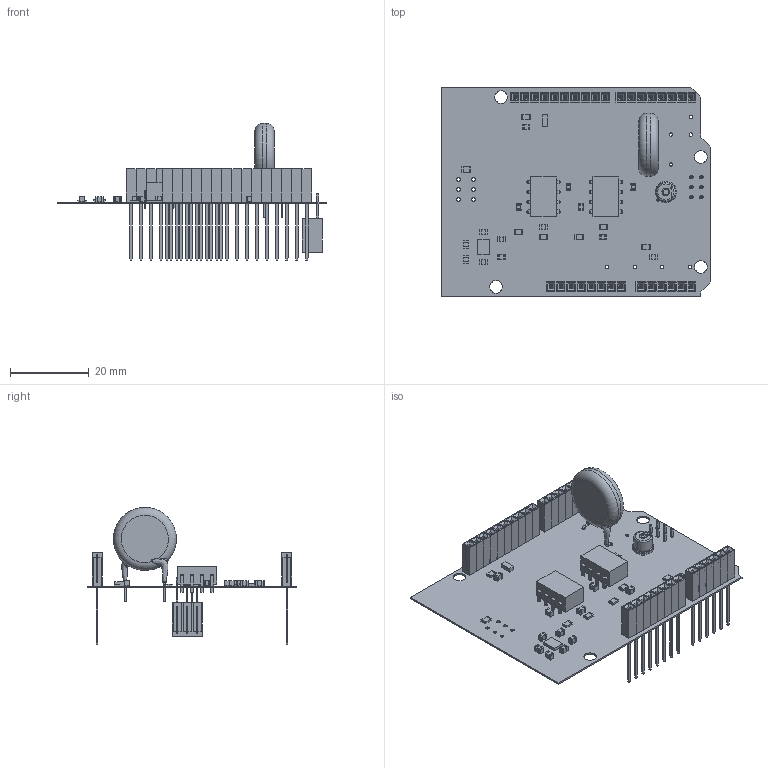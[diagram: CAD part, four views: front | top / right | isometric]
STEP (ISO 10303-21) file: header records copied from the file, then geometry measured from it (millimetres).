
FILE_DESCRIPTION(('Open CASCADE Model'),'2;1');
FILE_NAME('Open CASCADE Shape Model','2022-02-18T12:34:25',('Author'),( 'Open CASCADE'),'Open CASCADE STEP processor 6.8','Open CASCADE 6.8' ,'Unknown');
FILE_SCHEMA(('AUTOMOTIVE_DESIGN { 1 0 10303 214 1 1 1 1 }'));
Length unit declared in the file: millimetre
Products named in the file (77): PCB; Board; Open CASCADE STEP translator 6.8 1.1.1; R4; 5049636544; Extruded; 5049636144; C3; Cap_Kemet_C0805C106K8PACTU_eec; U4; 5049633264; U3; 5049301200; 5049300800; 5049300560; 5049296880; U2; U1; 5049631664; Rs; Rp; Rf; R3; R2; R1; D1; Diode_Hamamatsu_S12023-02_eec; 1; 2; 3; 4; 5; Logo; Cf; Cb; Cap_Vishay_VY1472M63Y5UQ6TV0_eec; body; logo; terminals; C13 ...
Assembly tree (224 placements, depth 4):
  PCB
    Board
      Open CASCADE STEP translator 6.8 1.1.1
    R4
      5049636544
        Extruded
      5049636144  x2
        Extruded
    C3
      Cap_Kemet_C0805C106K8PACTU_eec
      Cap_Kemet_C0805C106K8PACTU_eec
      Cap_Kemet_C0805C106K8PACTU_eec
    U4
      5049633264
        Extruded
    U3
      5049301200  x8
        Extruded
      5049300800  x8
        Extruded
      5049300560  x8
        Extruded
      5049296880
        Extruded
    U2
      5049301200  x8
        Extruded
      5049300800  x8
        Extruded
      5049300560  x8
        Extruded
      5049296880
        Extruded
    U1
      5049631664
        Extruded
    Rs
      5049636544
        Extruded
      5049636144  x2
        Extruded
    Rp
      5049636144  x2
        Extruded
      5049636544
        Extruded
    Rf
      5049636544
        Extruded
      5049636144  x2
        Extruded
    R3
      5049636144  x2
        Extruded
      5049636544
        Extruded
    R2
      5049636544
        Extruded
      5049636144  x2
Bounding box: 68.58 x 53.34 x 34.85 mm (x, y, z)
Volume: 4320.2 mm3; surface area: 17317.1 mm2
Topology: 213 solids, 213 shells, 3255 faces, 7746 edges, 4735 vertices
Faces by surface type: plane 2196, cylinder 770, sphere 228, bspline 44, torus 14, cone 3
Full cylindrical faces by diameter (mm): 0.45 x3, 0.6 x9, 0.762 x32, 0.8 x2, 0.85 x2, 0.9 x34, 1.501 x2, 2 x1, 3.2 x4, 3.753 x2, 4.7 x1, 16 x1
Entity records: 31365 total; most frequent: CARTESIAN_POINT 6189, DIRECTION 4567, ORIENTED_EDGE 4286, EDGE_CURVE 2143, LINE 1591, VECTOR 1591, AXIS2_PLACEMENT_3D 1488, VERTEX_POINT 1395
